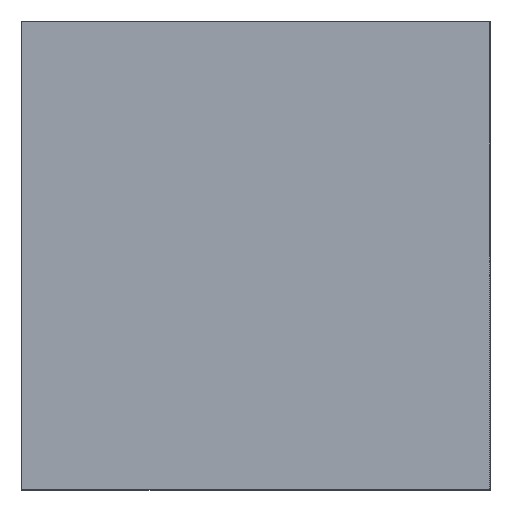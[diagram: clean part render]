
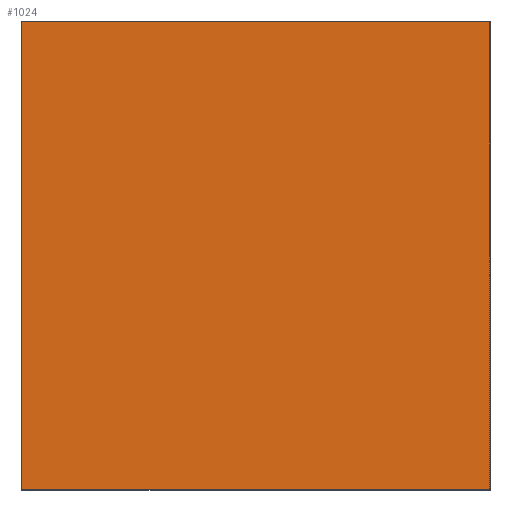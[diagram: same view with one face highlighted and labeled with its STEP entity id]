
A CAD part, left-side view. The second image highlights one B-rep face of the part: STEP entity #1024.
In plain terms, the highlighted planar face has unit normal (-1, 0, 0).
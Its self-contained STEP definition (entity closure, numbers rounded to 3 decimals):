
#22 = VERTEX_POINT ( 'NONE', #736 ) ;
#63 = EDGE_CURVE ( 'NONE', #1743, #22, #765, .T. ) ;
#95 = CARTESIAN_POINT ( 'NONE',  ( 0., 1.8, 0. ) ) ;
#103 = DIRECTION ( 'NONE',  ( 0., -1., 0. ) ) ;
#157 = CARTESIAN_POINT ( 'NONE',  ( 0., 1.8, 0. ) ) ;
#241 = VECTOR ( 'NONE', #103, 1000. ) ;
#363 = CARTESIAN_POINT ( 'NONE',  ( 0., 0., -1.8 ) ) ;
#379 = CARTESIAN_POINT ( 'NONE',  ( 0., 1.8, -1.8 ) ) ;
#405 = VERTEX_POINT ( 'NONE', #1432 ) ;
#418 = VECTOR ( 'NONE', #945, 1000. ) ;
#458 = LINE ( 'NONE', #157, #583 ) ;
#541 = DIRECTION ( 'NONE',  ( 0., 0., 1. ) ) ;
#583 = VECTOR ( 'NONE', #2065, 1000. ) ;
#736 = CARTESIAN_POINT ( 'NONE',  ( 0., 0., 0. ) ) ;
#751 = VERTEX_POINT ( 'NONE', #1577 ) ;
#765 = LINE ( 'NONE', #1698, #2101 ) ;
#770 = ORIENTED_EDGE ( 'NONE', *, *, #2212, .T. ) ;
#892 = PLANE ( 'NONE',  #908 ) ;
#908 = AXIS2_PLACEMENT_3D ( 'NONE', #95, #2451, #1664 ) ;
#945 = DIRECTION ( 'NONE',  ( 0., -1., 0. ) ) ;
#953 = ORIENTED_EDGE ( 'NONE', *, *, #63, .T. ) ;
#999 = EDGE_CURVE ( 'NONE', #751, #22, #1325, .T. ) ;
#1024 = ADVANCED_FACE ( 'NONE', ( #2333 ), #892, .F. ) ;
#1178 = EDGE_CURVE ( 'NONE', #405, #751, #458, .T. ) ;
#1325 = LINE ( 'NONE', #1427, #241 ) ;
#1427 = CARTESIAN_POINT ( 'NONE',  ( 0., 1.8, 0. ) ) ;
#1432 = CARTESIAN_POINT ( 'NONE',  ( 0., 1.8, -1.8 ) ) ;
#1476 = EDGE_LOOP ( 'NONE', ( #953, #1833, #2203, #770 ) ) ;
#1577 = CARTESIAN_POINT ( 'NONE',  ( 0., 1.8, 0. ) ) ;
#1664 = DIRECTION ( 'NONE',  ( 0., 0., -1. ) ) ;
#1698 = CARTESIAN_POINT ( 'NONE',  ( 0., 0., 0. ) ) ;
#1743 = VERTEX_POINT ( 'NONE', #363 ) ;
#1833 = ORIENTED_EDGE ( 'NONE', *, *, #999, .F. ) ;
#1961 = LINE ( 'NONE', #379, #418 ) ;
#2065 = DIRECTION ( 'NONE',  ( 0., 0., 1. ) ) ;
#2101 = VECTOR ( 'NONE', #541, 1000. ) ;
#2203 = ORIENTED_EDGE ( 'NONE', *, *, #1178, .F. ) ;
#2212 = EDGE_CURVE ( 'NONE', #405, #1743, #1961, .T. ) ;
#2333 = FACE_OUTER_BOUND ( 'NONE', #1476, .T. ) ;
#2451 = DIRECTION ( 'NONE',  ( 1., 0., 0. ) ) ;
